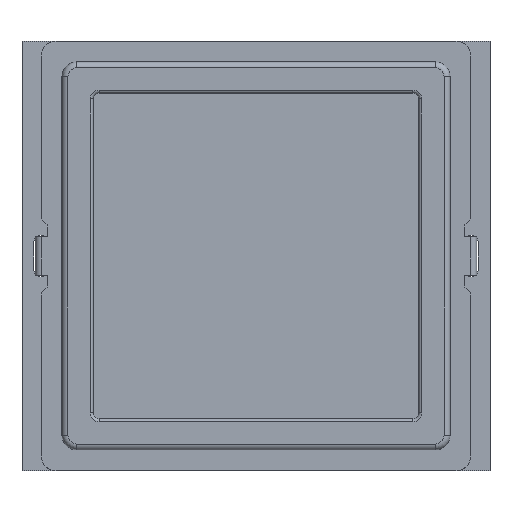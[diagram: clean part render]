
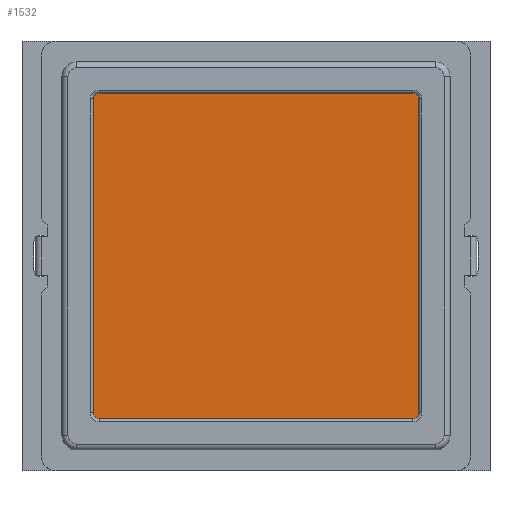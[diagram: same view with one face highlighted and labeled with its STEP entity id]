
A CAD part, top view. The second image highlights one B-rep face of the part: STEP entity #1532.
In plain terms, the highlighted planar face has unit normal (0, 0, 1).
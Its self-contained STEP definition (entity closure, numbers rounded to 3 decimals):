
#1218 = VERTEX_POINT('',#1219);
#1219 = CARTESIAN_POINT('',(-6.1,-6.1,0.45));
#1226 = PLANE('',#1227);
#1227 = AXIS2_PLACEMENT_3D('',#1228,#1229,#1230);
#1228 = CARTESIAN_POINT('',(-6.1,-6.1,0.));
#1229 = DIRECTION('',(0.,1.,0.));
#1230 = DIRECTION('',(1.,0.,0.));
#1238 = PLANE('',#1239);
#1239 = AXIS2_PLACEMENT_3D('',#1240,#1241,#1242);
#1240 = CARTESIAN_POINT('',(-6.1,6.1,0.));
#1241 = DIRECTION('',(1.,0.,0.));
#1242 = DIRECTION('',(0.,-1.,0.));
#1250 = EDGE_CURVE('',#1218,#1251,#1253,.T.);
#1251 = VERTEX_POINT('',#1252);
#1252 = CARTESIAN_POINT('',(6.1,-6.1,0.45));
#1253 = SURFACE_CURVE('',#1254,(#1258,#1265),.PCURVE_S1.);
#1254 = LINE('',#1255,#1256);
#1255 = CARTESIAN_POINT('',(-6.1,-6.1,0.45));
#1256 = VECTOR('',#1257,1.);
#1257 = DIRECTION('',(1.,0.,0.));
#1258 = PCURVE('',#1226,#1259);
#1259 = DEFINITIONAL_REPRESENTATION('',(#1260),#1264);
#1260 = LINE('',#1261,#1262);
#1261 = CARTESIAN_POINT('',(0.,-0.45));
#1262 = VECTOR('',#1263,1.);
#1263 = DIRECTION('',(1.,0.));
#1264 = ( GEOMETRIC_REPRESENTATION_CONTEXT(2) 
PARAMETRIC_REPRESENTATION_CONTEXT() REPRESENTATION_CONTEXT('2D SPACE',''
  ) );
#1265 = PCURVE('',#1266,#1271);
#1266 = PLANE('',#1267);
#1267 = AXIS2_PLACEMENT_3D('',#1268,#1269,#1270);
#1268 = CARTESIAN_POINT('',(-6.1,-6.1,0.45));
#1269 = DIRECTION('',(0.,0.,-1.));
#1270 = DIRECTION('',(-1.,0.,0.));
#1271 = DEFINITIONAL_REPRESENTATION('',(#1272),#1276);
#1272 = LINE('',#1273,#1274);
#1273 = CARTESIAN_POINT('',(0.,0.));
#1274 = VECTOR('',#1275,1.);
#1275 = DIRECTION('',(-1.,0.));
#1276 = ( GEOMETRIC_REPRESENTATION_CONTEXT(2) 
PARAMETRIC_REPRESENTATION_CONTEXT() REPRESENTATION_CONTEXT('2D SPACE',''
  ) );
#1294 = PLANE('',#1295);
#1295 = AXIS2_PLACEMENT_3D('',#1296,#1297,#1298);
#1296 = CARTESIAN_POINT('',(6.1,-6.1,0.));
#1297 = DIRECTION('',(-1.,0.,0.));
#1298 = DIRECTION('',(0.,1.,0.));
#1336 = EDGE_CURVE('',#1251,#1337,#1339,.T.);
#1337 = VERTEX_POINT('',#1338);
#1338 = CARTESIAN_POINT('',(6.1,6.1,0.45));
#1339 = SURFACE_CURVE('',#1340,(#1344,#1351),.PCURVE_S1.);
#1340 = LINE('',#1341,#1342);
#1341 = CARTESIAN_POINT('',(6.1,-6.1,0.45));
#1342 = VECTOR('',#1343,1.);
#1343 = DIRECTION('',(0.,1.,0.));
#1344 = PCURVE('',#1294,#1345);
#1345 = DEFINITIONAL_REPRESENTATION('',(#1346),#1350);
#1346 = LINE('',#1347,#1348);
#1347 = CARTESIAN_POINT('',(0.,-0.45));
#1348 = VECTOR('',#1349,1.);
#1349 = DIRECTION('',(1.,0.));
#1350 = ( GEOMETRIC_REPRESENTATION_CONTEXT(2) 
PARAMETRIC_REPRESENTATION_CONTEXT() REPRESENTATION_CONTEXT('2D SPACE',''
  ) );
#1351 = PCURVE('',#1266,#1352);
#1352 = DEFINITIONAL_REPRESENTATION('',(#1353),#1357);
#1353 = LINE('',#1354,#1355);
#1354 = CARTESIAN_POINT('',(-12.2,0.));
#1355 = VECTOR('',#1356,1.);
#1356 = DIRECTION('',(0.,1.));
#1357 = ( GEOMETRIC_REPRESENTATION_CONTEXT(2) 
PARAMETRIC_REPRESENTATION_CONTEXT() REPRESENTATION_CONTEXT('2D SPACE',''
  ) );
#1375 = PLANE('',#1376);
#1376 = AXIS2_PLACEMENT_3D('',#1377,#1378,#1379);
#1377 = CARTESIAN_POINT('',(6.1,6.1,0.));
#1378 = DIRECTION('',(0.,-1.,0.));
#1379 = DIRECTION('',(-1.,0.,0.));
#1412 = EDGE_CURVE('',#1337,#1413,#1415,.T.);
#1413 = VERTEX_POINT('',#1414);
#1414 = CARTESIAN_POINT('',(-6.1,6.1,0.45));
#1415 = SURFACE_CURVE('',#1416,(#1420,#1427),.PCURVE_S1.);
#1416 = LINE('',#1417,#1418);
#1417 = CARTESIAN_POINT('',(6.1,6.1,0.45));
#1418 = VECTOR('',#1419,1.);
#1419 = DIRECTION('',(-1.,0.,0.));
#1420 = PCURVE('',#1375,#1421);
#1421 = DEFINITIONAL_REPRESENTATION('',(#1422),#1426);
#1422 = LINE('',#1423,#1424);
#1423 = CARTESIAN_POINT('',(0.,-0.45));
#1424 = VECTOR('',#1425,1.);
#1425 = DIRECTION('',(1.,0.));
#1426 = ( GEOMETRIC_REPRESENTATION_CONTEXT(2) 
PARAMETRIC_REPRESENTATION_CONTEXT() REPRESENTATION_CONTEXT('2D SPACE',''
  ) );
#1427 = PCURVE('',#1266,#1428);
#1428 = DEFINITIONAL_REPRESENTATION('',(#1429),#1433);
#1429 = LINE('',#1430,#1431);
#1430 = CARTESIAN_POINT('',(-12.2,12.2));
#1431 = VECTOR('',#1432,1.);
#1432 = DIRECTION('',(1.,0.));
#1433 = ( GEOMETRIC_REPRESENTATION_CONTEXT(2) 
PARAMETRIC_REPRESENTATION_CONTEXT() REPRESENTATION_CONTEXT('2D SPACE',''
  ) );
#1483 = EDGE_CURVE('',#1413,#1218,#1484,.T.);
#1484 = SURFACE_CURVE('',#1485,(#1489,#1496),.PCURVE_S1.);
#1485 = LINE('',#1486,#1487);
#1486 = CARTESIAN_POINT('',(-6.1,6.1,0.45));
#1487 = VECTOR('',#1488,1.);
#1488 = DIRECTION('',(0.,-1.,0.));
#1489 = PCURVE('',#1238,#1490);
#1490 = DEFINITIONAL_REPRESENTATION('',(#1491),#1495);
#1491 = LINE('',#1492,#1493);
#1492 = CARTESIAN_POINT('',(0.,-0.45));
#1493 = VECTOR('',#1494,1.);
#1494 = DIRECTION('',(1.,0.));
#1495 = ( GEOMETRIC_REPRESENTATION_CONTEXT(2) 
PARAMETRIC_REPRESENTATION_CONTEXT() REPRESENTATION_CONTEXT('2D SPACE',''
  ) );
#1496 = PCURVE('',#1266,#1497);
#1497 = DEFINITIONAL_REPRESENTATION('',(#1498),#1502);
#1498 = LINE('',#1499,#1500);
#1499 = CARTESIAN_POINT('',(0.,12.2));
#1500 = VECTOR('',#1501,1.);
#1501 = DIRECTION('',(0.,-1.));
#1502 = ( GEOMETRIC_REPRESENTATION_CONTEXT(2) 
PARAMETRIC_REPRESENTATION_CONTEXT() REPRESENTATION_CONTEXT('2D SPACE',''
  ) );
#1532 = ADVANCED_FACE('',(#1533),#1266,.F.);
#1533 = FACE_BOUND('',#1534,.T.);
#1534 = EDGE_LOOP('',(#1535,#1536,#1537,#1538));
#1535 = ORIENTED_EDGE('',*,*,#1250,.T.);
#1536 = ORIENTED_EDGE('',*,*,#1336,.T.);
#1537 = ORIENTED_EDGE('',*,*,#1412,.T.);
#1538 = ORIENTED_EDGE('',*,*,#1483,.T.);
